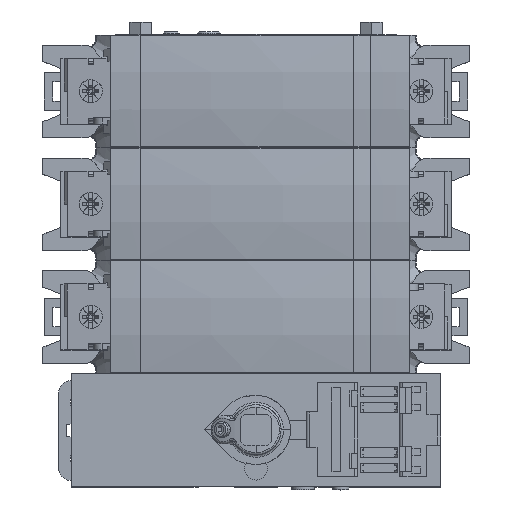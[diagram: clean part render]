
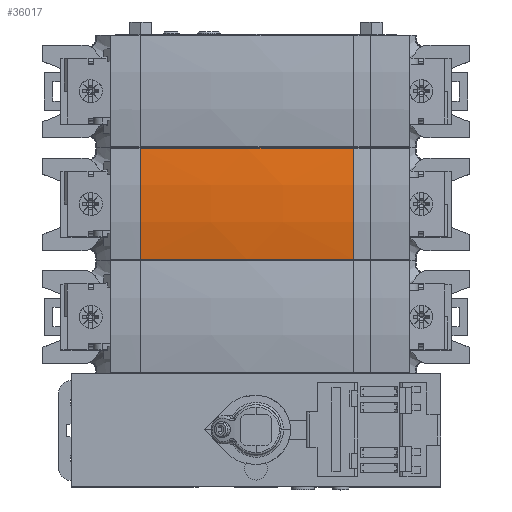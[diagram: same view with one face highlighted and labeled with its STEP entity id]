
A CAD part, top view. The second image highlights one B-rep face of the part: STEP entity #36017.
In plain terms, the highlighted free-form (B-spline) face has degree [3, 3] with [4, 4] control points.
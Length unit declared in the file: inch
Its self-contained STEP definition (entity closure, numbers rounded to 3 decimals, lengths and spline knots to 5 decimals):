
#26 = CARTESIAN_POINT ( 'NONE',  ( 0.33957, 0.70323, 3.35348 ) ) ;
#2242 = ORIENTED_EDGE ( 'NONE', *, *, #62665, .T. ) ;
#4073 = EDGE_CURVE ( 'NONE', #78176, #22873, #87963, .T. ) ;
#6542 = CARTESIAN_POINT ( 'NONE',  ( -1.45669, -0.12066, 3.34457 ) ) ;
#7019 = CARTESIAN_POINT ( 'NONE',  ( 1.22835, -0.47098, 3.33592 ) ) ;
#7366 = CARTESIAN_POINT ( 'NONE',  ( 0.33958, -0.24355, 3.42782 ) ) ;
#13865 = CARTESIAN_POINT ( 'NONE',  ( -1.45669, -0.47094, 3.32189 ) ) ;
#14349 = CARTESIAN_POINT ( 'NONE',  ( 1.22834, -0.23762, 3.35294 ) ) ;
#14679 = CARTESIAN_POINT ( 'NONE',  ( -0.5685, 0.70323, 3.34874 ) ) ;
#16071 = B_SPLINE_CURVE_WITH_KNOTS ( 'NONE', 3,
 ( #43347, #94388, #7019, #58036, #14349, #65349, #21675, #72683, #29019, #80043, #36328, #87395 ),
 .UNSPECIFIED., .F., .F.,
 ( 4, 2, 2, 2, 2, 4 ),
 ( 0., 0.00891, 0.01336, 0.01782, 0.02673, 0.03563 ),
 .UNSPECIFIED. ) ;
#20814 = B_SPLINE_CURVE_WITH_KNOTS ( 'NONE', 3,
 ( #86279, #71569, #35547, #86585, #42881, #93909, #50185, #6542, #57571, #13865, #64847, #21202 ),
 .UNSPECIFIED., .F., .F.,
 ( 4, 2, 2, 2, 2, 4 ),
 ( 0., 0.0089, 0.01335, 0.0178, 0.0267, 0.0356 ),
 .UNSPECIFIED. ) ;
#21202 = CARTESIAN_POINT ( 'NONE',  ( -1.45669, -0.70274, 3.29013 ) ) ;
#21675 = CARTESIAN_POINT ( 'NONE',  ( 1.22834, -0.06233, 3.35861 ) ) ;
#22012 = CARTESIAN_POINT ( 'NONE',  ( -0.56851, -0.24355, 3.42308 ) ) ;
#22873 = VERTEX_POINT ( 'NONE', #71721 ) ;
#24880 = EDGE_CURVE ( 'NONE', #32509, #88417, #93387, .T. ) ;
#29019 = CARTESIAN_POINT ( 'NONE',  ( 1.22834, 0.23006, 3.35406 ) ) ;
#29341 = CARTESIAN_POINT ( 'NONE',  ( -1.47278, 0.70321, 3.28774 ) ) ;
#30999 = EDGE_CURVE ( 'NONE', #22873, #32509, #20814, .T. ) ;
#31677 = CARTESIAN_POINT ( 'NONE',  ( 0.33356, -0.70274, 3.3407 ) ) ;
#31855 = CARTESIAN_POINT ( 'NONE',  ( 0.78118, 0.6949, 3.32931 ) ) ;
#32509 = VERTEX_POINT ( 'NONE', #82895 ) ;
#35547 = CARTESIAN_POINT ( 'NONE',  ( -1.45669, 0.4632, 3.32187 ) ) ;
#36017 = ADVANCED_FACE ( 'NONE', ( #78359 ), #79446, .T. ) ;
#36328 = CARTESIAN_POINT ( 'NONE',  ( 1.22835, 0.57927, 3.32233 ) ) ;
#36651 = CARTESIAN_POINT ( 'NONE',  ( -1.47282, -0.24354, 3.36207 ) ) ;
#38624 = ORIENTED_EDGE ( 'NONE', *, *, #30999, .T. ) ;
#38860 = CARTESIAN_POINT ( 'NONE',  ( 1.22835, 0.6949, 3.30417 ) ) ;
#39000 = CARTESIAN_POINT ( 'NONE',  ( 1.22835, -0.70274, 3.30417 ) ) ;
#39175 = CARTESIAN_POINT ( 'NONE',  ( -0.56233, 0.6949, 3.33602 ) ) ;
#42376 = ORIENTED_EDGE ( 'NONE', *, *, #4073, .T. ) ;
#42881 = CARTESIAN_POINT ( 'NONE',  ( -1.45669, 0.23021, 3.33888 ) ) ;
#43216 = CARTESIAN_POINT ( 'NONE',  ( 1.22835, -0.70274, 3.30417 ) ) ;
#43347 = CARTESIAN_POINT ( 'NONE',  ( 1.22835, -0.70274, 3.30417 ) ) ;
#43684 = CARTESIAN_POINT ( 'NONE',  ( 1.24444, -0.71106, 3.30194 ) ) ;
#44345 = CARTESIAN_POINT ( 'NONE',  ( 1.22835, 0.6949, 3.30417 ) ) ;
#46513 = CARTESIAN_POINT ( 'NONE',  ( -1.45669, 0.6949, 3.29013 ) ) ;
#50185 = CARTESIAN_POINT ( 'NONE',  ( -1.45669, 0.05481, 3.34457 ) ) ;
#51001 = CARTESIAN_POINT ( 'NONE',  ( 0.33958, 0.23571, 3.42782 ) ) ;
#57571 = CARTESIAN_POINT ( 'NONE',  ( -1.45669, -0.23762, 3.34004 ) ) ;
#58036 = CARTESIAN_POINT ( 'NONE',  ( 1.22835, -0.29607, 3.34953 ) ) ;
#58355 = CARTESIAN_POINT ( 'NONE',  ( 0.33957, -0.71107, 3.35348 ) ) ;
#62665 = EDGE_CURVE ( 'NONE', #88417, #78176, #16071, .T. ) ;
#64847 = CARTESIAN_POINT ( 'NONE',  ( -1.45669, -0.58709, 3.30829 ) ) ;
#65349 = CARTESIAN_POINT ( 'NONE',  ( 1.22834, -0.12076, 3.35747 ) ) ;
#65682 = CARTESIAN_POINT ( 'NONE',  ( -0.56851, 0.23571, 3.42308 ) ) ;
#68027 = CARTESIAN_POINT ( 'NONE',  ( -1.00981, -0.70274, 3.31995 ) ) ;
#71569 = CARTESIAN_POINT ( 'NONE',  ( -1.45669, 0.57925, 3.30829 ) ) ;
#71721 = CARTESIAN_POINT ( 'NONE',  ( -1.45669, 0.6949, 3.29013 ) ) ;
#72683 = CARTESIAN_POINT ( 'NONE',  ( 1.22834, 0.11299, 3.3586 ) ) ;
#72695 = CARTESIAN_POINT ( 'NONE',  ( 1.24444, 0.70322, 3.30194 ) ) ;
#73001 = CARTESIAN_POINT ( 'NONE',  ( -0.5685, -0.71107, 3.34874 ) ) ;
#75073 = ORIENTED_EDGE ( 'NONE', *, *, #24880, .T. ) ;
#75346 = CARTESIAN_POINT ( 'NONE',  ( -1.45669, -0.70274, 3.29013 ) ) ;
#76659 = EDGE_LOOP ( 'NONE', ( #2242, #42376, #38624, #75073 ) ) ;
#78176 = VERTEX_POINT ( 'NONE', #44345 ) ;
#78359 = FACE_OUTER_BOUND ( 'NONE', #76659, .T. ) ;
#79446 = B_SPLINE_SURFACE_WITH_KNOTS ( 'NONE', 3, 3, ( 
 ( #72695, #94398, #87410, #43684 ),
 ( #26, #51001, #7366, #58355 ),
 ( #14679, #65682, #22012, #73001 ),
 ( #29341, #80375, #36651, #87712 ) ),
 .UNSPECIFIED., .F., .F., .F.,
 ( 4, 4 ),
 ( 4, 4 ),
 ( 0., 1. ),
 ( 0., 1. ),
 .UNSPECIFIED. ) ;
#80043 = CARTESIAN_POINT ( 'NONE',  ( 1.22835, 0.46317, 3.33592 ) ) ;
#80375 = CARTESIAN_POINT ( 'NONE',  ( -1.47282, 0.2357, 3.36207 ) ) ;
#82729 = CARTESIAN_POINT ( 'NONE',  ( 0.78118, -0.70274, 3.32931 ) ) ;
#82891 = CARTESIAN_POINT ( 'NONE',  ( 0.33334, 0.6949, 3.3407 ) ) ;
#82895 = CARTESIAN_POINT ( 'NONE',  ( -1.45669, -0.70274, 3.29013 ) ) ;
#86279 = CARTESIAN_POINT ( 'NONE',  ( -1.45669, 0.6949, 3.29013 ) ) ;
#86585 = CARTESIAN_POINT ( 'NONE',  ( -1.45669, 0.28853, 3.33548 ) ) ;
#87395 = CARTESIAN_POINT ( 'NONE',  ( 1.22835, 0.6949, 3.30417 ) ) ;
#87410 = CARTESIAN_POINT ( 'NONE',  ( 1.24448, -0.24354, 3.37628 ) ) ;
#87712 = CARTESIAN_POINT ( 'NONE',  ( -1.47278, -0.71105, 3.28774 ) ) ;
#87963 = B_SPLINE_CURVE_WITH_KNOTS ( 'NONE', 3,
 ( #38860, #31855, #82891, #39175, #90232, #46513 ),
 .UNSPECIFIED., .F., .F.,
 ( 4, 2, 4 ),
 ( 0., 0.03412, 0.06825 ),
 .UNSPECIFIED. ) ;
#88417 = VERTEX_POINT ( 'NONE', #43216 ) ;
#89751 = CARTESIAN_POINT ( 'NONE',  ( -0.56212, -0.70274, 3.33602 ) ) ;
#90232 = CARTESIAN_POINT ( 'NONE',  ( -1.00981, 0.6949, 3.31995 ) ) ;
#93387 = B_SPLINE_CURVE_WITH_KNOTS ( 'NONE', 3,
 ( #75346, #68027, #89751, #31677, #82729, #39000 ),
 .UNSPECIFIED., .F., .F.,
 ( 4, 2, 4 ),
 ( 0., 0.03412, 0.06825 ),
 .UNSPECIFIED. ) ;
#93909 = CARTESIAN_POINT ( 'NONE',  ( -1.45669, 0.11336, 3.34343 ) ) ;
#94388 = CARTESIAN_POINT ( 'NONE',  ( 1.22835, -0.58711, 3.32233 ) ) ;
#94398 = CARTESIAN_POINT ( 'NONE',  ( 1.24448, 0.2357, 3.37628 ) ) ;
